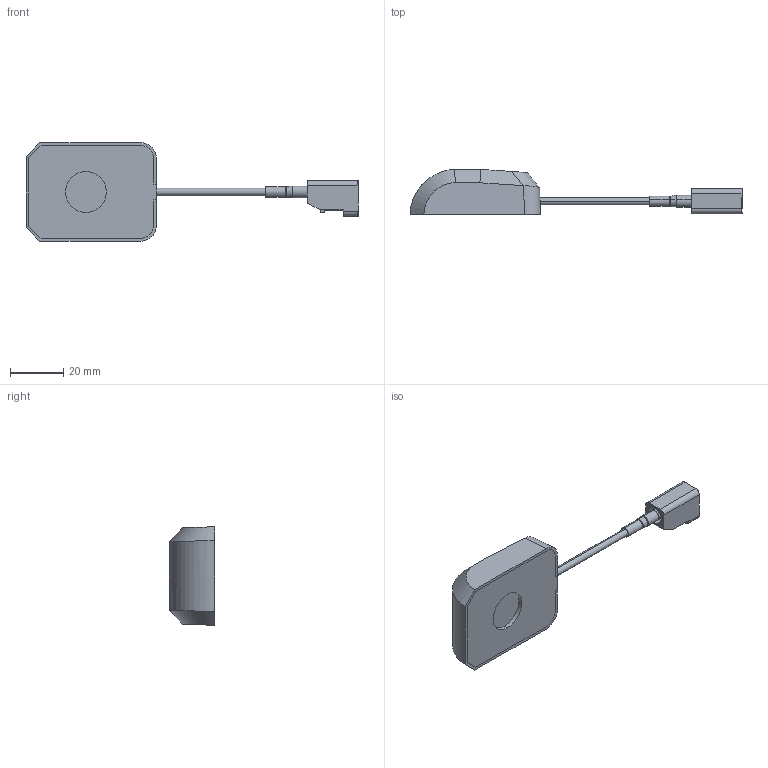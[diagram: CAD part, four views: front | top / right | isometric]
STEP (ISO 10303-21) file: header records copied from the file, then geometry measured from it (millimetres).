
FILE_DESCRIPTION (( 'STEP AP214' ), '1' );
FILE_NAME ('FMANGPS1013_3D.step', '2024-01-08T20:33:58', ( '' ), ( '' ), 'SwSTEP 2.0', 'SolidWorks 2022', '' );
FILE_SCHEMA (( 'AUTOMOTIVE_DESIGN' ));
Length unit declared in the file: inch
Products named in the file (6): FMANGPS1013_3D; ËÜ¿Ç_DAM1575-Z_ÏÂ¿Ç_³¬Éù²¨_PBF; ÌìÏßÌå; ËÜ¿Ç_DAM1575-Z_ÉÏ¿Ç_³¬Éù²¨_PBF; CA-100-MA1_.9" LENGTH; SP88284_FAKRA_C_Plug
Assembly tree (5 placements, depth 2):
  FMANGPS1013_3D
    ËÜ¿Ç_DAM1575-Z_ÏÂ¿Ç_³¬Éù²¨_PBF
    ËÜ¿Ç_DAM1575-Z_ÉÏ¿Ç_³¬Éù²¨_PBF
    ÌìÏßÌå
    SP88284_FAKRA_C_Plug
    CA-100-MA1_.9" LENGTH
Bounding box: 124.65 x 16.95 x 37 mm (x, y, z)
Volume: 19237 mm3; surface area: 20298.4 mm2
Topology: 6 solids, 6 shells, 578 faces, 1512 edges, 970 vertices
Faces by surface type: plane 308, cylinder 147, bspline 74, cone 41, torus 8
Entity records: 27603 total; most frequent: CARTESIAN_POINT 14201, ORIENTED_EDGE 3024, DIRECTION 2171, EDGE_CURVE 1512, VERTEX_POINT 970, VECTOR 877, LINE 877, AXIS2_PLACEMENT_3D 647
